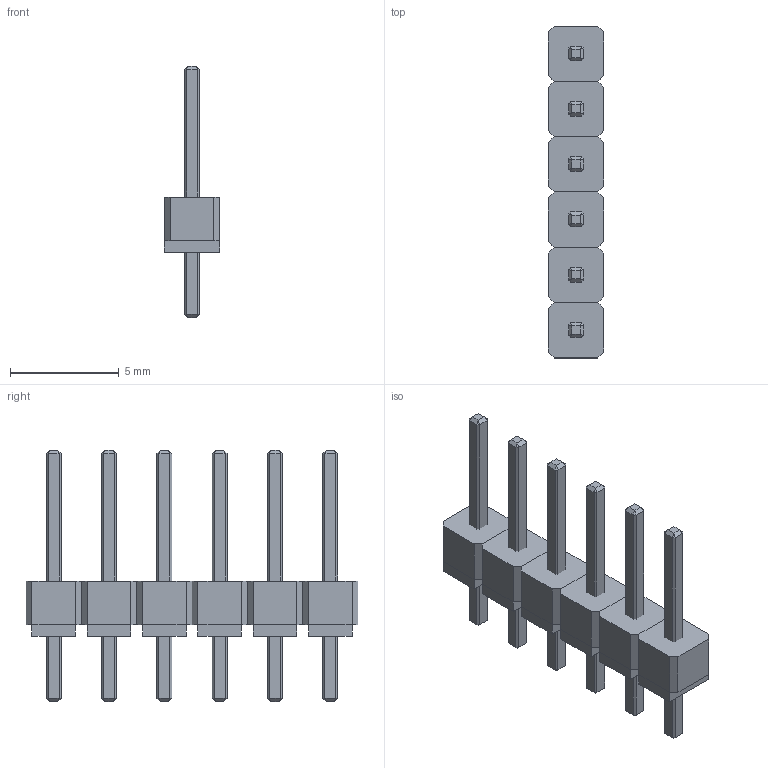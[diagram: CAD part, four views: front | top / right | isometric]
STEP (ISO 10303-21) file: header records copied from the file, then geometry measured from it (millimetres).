
FILE_DESCRIPTION(('FreeCAD Model'),'2;1');
FILE_NAME('THT-2.54-1x06-MS.step', '2020-10-02T17:05:51',('Author'),(''), 'Open CASCADE STEP processor 7.3','FreeCAD','Unknown');
FILE_SCHEMA(('AUTOMOTIVE_DESIGN { 1 0 10303 214 1 1 1 1 }'));
Length unit declared in the file: millimetre
Products named in the file (1): header
Bounding box: 2.54 x 15.24 x 11.54 mm (x, y, z)
Volume: 122.8 mm3; surface area: 395.7 mm2
Topology: 12 solids, 12 shells, 252 faces, 540 edges, 312 vertices
Faces by surface type: plane 252
Entity records: 15247 total; most frequent: CARTESIAN_POINT 2185, DIRECTION 2126, LINE 1620, VECTOR 1620, ORIENTED_EDGE 1080, PCURVE 1080, DEFINITIONAL_REPRESENTATION 1080, EDGE_CURVE 540
